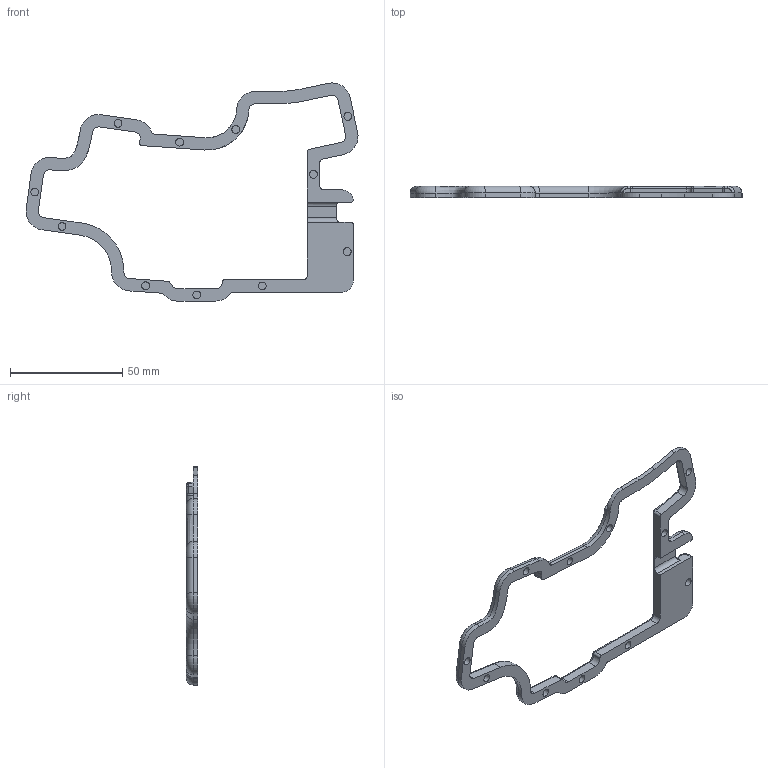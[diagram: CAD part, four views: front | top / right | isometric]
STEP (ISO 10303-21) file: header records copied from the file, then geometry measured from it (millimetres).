
FILE_DESCRIPTION(/* description */ (''),/* implementation_level */ '2;1');
FILE_NAME(/* name */ 'top.step',/* time_stamp */ '2025-04-03T20:20:34+02:00',/* author */ (''),/* organization */ (''),/* preprocessor_version */ 'ST-DEVELOPER v20',/* originating_system */ 'Autodesk Translation Framework v13.20.0.188',/* authorisation */ '');
FILE_SCHEMA (('AUTOMOTIVE_DESIGN { 1 0 10303 214 3 1 1 }'));
Length unit declared in the file: millimetre
Products named in the file (2): screw-case; top
Assembly tree (1 placements, depth 2):
  screw-case
    top
Bounding box: 148.05 x 5 x 97.3 mm (x, y, z)
Volume: 12454.2 mm3; surface area: 9811.3 mm2
Topology: 1 solids, 1 shells, 178 faces, 427 edges, 259 vertices
Faces by surface type: cylinder 86, plane 48, torus 30, bspline 10, sphere 4
Full cylindrical faces by diameter (mm): 3.5 x11
Entity records: 5690 total; most frequent: CARTESIAN_POINT 1321, DIRECTION 973, ORIENTED_EDGE 852, EDGE_CURVE 426, AXIS2_PLACEMENT_3D 389, VERTEX_POINT 259, CIRCLE 218, LINE 195
